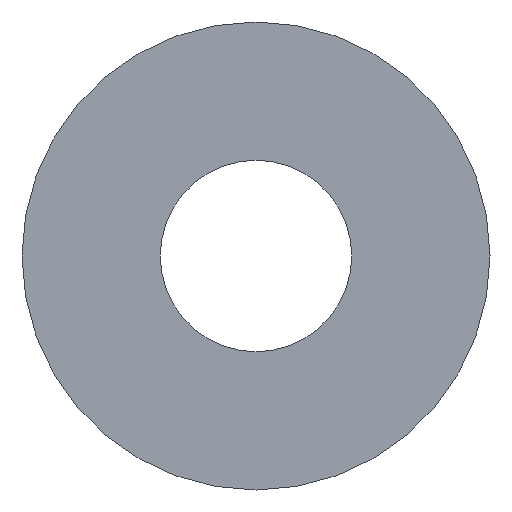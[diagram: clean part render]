
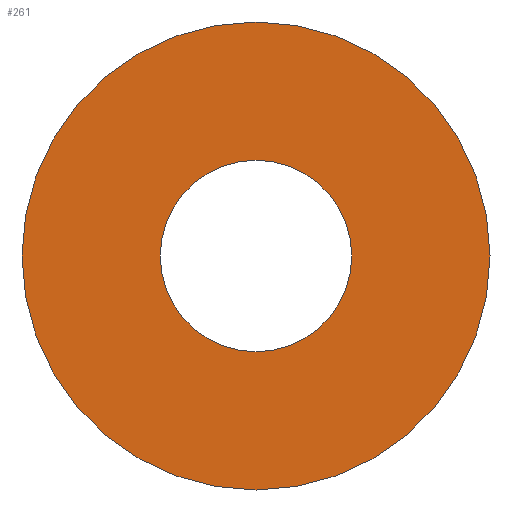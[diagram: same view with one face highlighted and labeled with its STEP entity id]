
A CAD part, front view. The second image highlights one B-rep face of the part: STEP entity #261.
In plain terms, the highlighted planar face has unit normal (0, -1, 0).
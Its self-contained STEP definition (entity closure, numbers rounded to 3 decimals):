
#42 = DIRECTION ( 'NONE',  ( 0., 0., 1. ) ) ;
#45 = DIRECTION ( 'NONE',  ( 0., 1., 0. ) ) ;
#47 = CARTESIAN_POINT ( 'NONE',  ( 0., 0., 0. ) ) ;
#48 = DIRECTION ( 'NONE',  ( 0., 0., 1. ) ) ;
#50 = DIRECTION ( 'NONE',  ( 0., 1., 0. ) ) ;
#53 = CARTESIAN_POINT ( 'NONE',  ( 0., 0., 0. ) ) ;
#68 = DIRECTION ( 'NONE',  ( 0., 0., 1. ) ) ;
#70 = DIRECTION ( 'NONE',  ( 0., 1., 0. ) ) ;
#72 = CARTESIAN_POINT ( 'NONE',  ( 0., 0., 0. ) ) ;
#73 = VERTEX_POINT ( 'NONE', #347 ) ;
#78 = VERTEX_POINT ( 'NONE', #334 ) ;
#87 = VERTEX_POINT ( 'NONE', #351 ) ;
#107 = FACE_BOUND ( 'NONE', #123, .T. ) ;
#123 = EDGE_LOOP ( 'NONE', ( #134, #131 ) ) ;
#126 = EDGE_LOOP ( 'NONE', ( #136, #130 ) ) ;
#130 = ORIENTED_EDGE ( 'NONE', *, *, #269, .F. ) ;
#131 = ORIENTED_EDGE ( 'NONE', *, *, #243, .T. ) ;
#134 = ORIENTED_EDGE ( 'NONE', *, *, #268, .T. ) ;
#136 = ORIENTED_EDGE ( 'NONE', *, *, #272, .F. ) ;
#173 = FACE_OUTER_BOUND ( 'NONE', #126, .T. ) ;
#190 = VERTEX_POINT ( 'NONE', #340 ) ;
#194 = AXIS2_PLACEMENT_3D ( 'NONE', #47, #45, #42 ) ;
#197 = AXIS2_PLACEMENT_3D ( 'NONE', #53, #50, #48 ) ;
#198 = CIRCLE ( 'NONE', #232, 11. ) ;
#202 = CIRCLE ( 'NONE', #194, 11. ) ;
#204 = AXIS2_PLACEMENT_3D ( 'NONE', #308, #303, #302 ) ;
#209 = AXIS2_PLACEMENT_3D ( 'NONE', #321, #325, #328 ) ;
#211 = CIRCLE ( 'NONE', #197, 4.5 ) ;
#222 = CIRCLE ( 'NONE', #209, 4.5 ) ;
#232 = AXIS2_PLACEMENT_3D ( 'NONE', #72, #70, #68 ) ;
#243 = EDGE_CURVE ( 'NONE', #190, #78, #222, .T. ) ;
#261 = ADVANCED_FACE ( 'NONE', ( #107, #173 ), #309, .T. ) ;
#268 = EDGE_CURVE ( 'NONE', #78, #190, #211, .T. ) ;
#269 = EDGE_CURVE ( 'NONE', #87, #73, #202, .T. ) ;
#272 = EDGE_CURVE ( 'NONE', #73, #87, #198, .T. ) ;
#302 = DIRECTION ( 'NONE',  ( 0., 0., -1. ) ) ;
#303 = DIRECTION ( 'NONE',  ( 0., -1., 0. ) ) ;
#308 = CARTESIAN_POINT ( 'NONE',  ( 0., 0., 11. ) ) ;
#309 = PLANE ( 'NONE',  #204 ) ;
#321 = CARTESIAN_POINT ( 'NONE',  ( 0., 0., 0. ) ) ;
#325 = DIRECTION ( 'NONE',  ( 0., 1., 0. ) ) ;
#328 = DIRECTION ( 'NONE',  ( 0., 0., 1. ) ) ;
#334 = CARTESIAN_POINT ( 'NONE',  ( 0., 0., 4.5 ) ) ;
#340 = CARTESIAN_POINT ( 'NONE',  ( 0., 0., -4.5 ) ) ;
#347 = CARTESIAN_POINT ( 'NONE',  ( 0., 0., 11. ) ) ;
#351 = CARTESIAN_POINT ( 'NONE',  ( 0., 0., -11. ) ) ;
